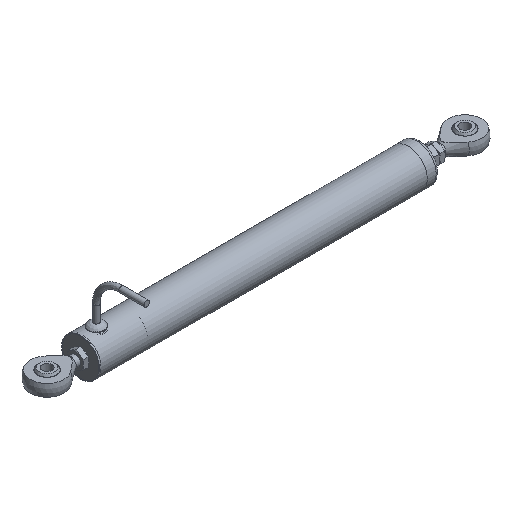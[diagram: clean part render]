
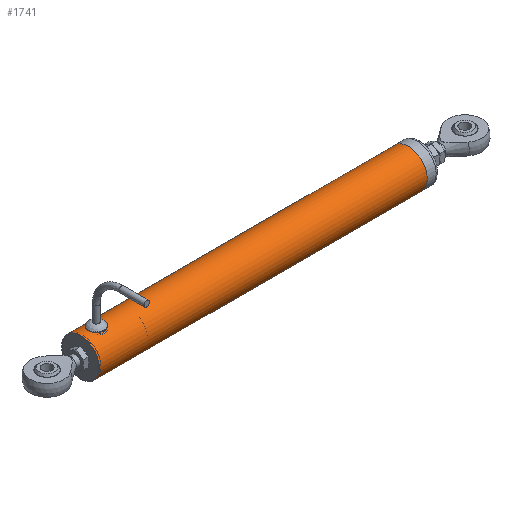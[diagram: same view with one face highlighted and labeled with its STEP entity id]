
A CAD part, isometric view. The second image highlights one B-rep face of the part: STEP entity #1741.
In plain terms, the highlighted cylindrical face has radius 9.525 mm (diameter 19.05 mm), a full revolution.
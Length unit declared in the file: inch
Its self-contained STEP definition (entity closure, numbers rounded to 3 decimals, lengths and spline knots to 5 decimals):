
#33 = DIRECTION ( 'NONE',  ( -1., 0., 0. ) ) ;
#324 = CARTESIAN_POINT ( 'NONE',  ( 0.23727, 0.05735, 0.37063 ) ) ;
#371 = CARTESIAN_POINT ( 'NONE',  ( 0.22756, 0.04176, 0.37271 ) ) ;
#412 = CARTESIAN_POINT ( 'NONE',  ( 0.38666, 0.05744, 0.37061 ) ) ;
#495 = CARTESIAN_POINT ( 'NONE',  ( 0.28173, -0.08921, 0.36424 ) ) ;
#1001 = CARTESIAN_POINT ( 'NONE',  ( 0.31824, -0.09399, 0.36303 ) ) ;
#1047 = CARTESIAN_POINT ( 'NONE',  ( 0.35939, 0.08212, 0.36593 ) ) ;
#1081 = CARTESIAN_POINT ( 'NONE',  ( 0.34245, -0.08914, 0.36426 ) ) ;
#1118 = CARTESIAN_POINT ( 'NONE',  ( 0.25428, -0.07521, 0.36749 ) ) ;
#1327 = AXIS2_PLACEMENT_3D ( 'NONE', #2330, #1579, #7491 ) ;
#1383 = AXIS2_PLACEMENT_3D ( 'NONE', #3268, #5887, #7158 ) ;
#1525 = VERTEX_POINT ( 'NONE', #4763 ) ;
#1579 = DIRECTION ( 'NONE',  ( 1., 0., 0. ) ) ;
#1588 = CARTESIAN_POINT ( 'NONE',  ( 0.38279, 0.06215, 0.36984 ) ) ;
#1627 = CARTESIAN_POINT ( 'NONE',  ( 0.22757, -0.04178, 0.37271 ) ) ;
#1672 = CARTESIAN_POINT ( 'NONE',  ( 0.30593, -0.09401, 0.36303 ) ) ;
#1712 = CARTESIAN_POINT ( 'NONE',  ( 0.21861, 0.01236, 0.37484 ) ) ;
#1741 = ADVANCED_FACE ( 'NONE', ( #3965, #8377, #5264 ), #5349, .T. ) ;
#1753 = CARTESIAN_POINT ( 'NONE',  ( 0.23045, 0.04715, 0.37206 ) ) ;
#1957 = DIRECTION ( 'NONE',  ( 0., 0., 1. ) ) ;
#2245 = VERTEX_POINT ( 'NONE', #7995 ) ;
#2267 = CARTESIAN_POINT ( 'NONE',  ( 0.32433, 0.09339, 0.36319 ) ) ;
#2307 = CARTESIAN_POINT ( 'NONE',  ( 0.2876, -0.09099, 0.3638 ) ) ;
#2330 = CARTESIAN_POINT ( 'NONE',  ( 0., 0., 0. ) ) ;
#2343 = CARTESIAN_POINT ( 'NONE',  ( 0.40537, 0.01248, 0.37484 ) ) ;
#2385 = CARTESIAN_POINT ( 'NONE',  ( 0.22106, -0.02458, 0.37424 ) ) ;
#2393 = CIRCLE ( 'NONE', #1327, 0.375 ) ;
#2421 = CARTESIAN_POINT ( 'NONE',  ( 0.36972, 0.0752, 0.36749 ) ) ;
#2892 = CARTESIAN_POINT ( 'NONE',  ( 0.28155, 0.08914, 0.36426 ) ) ;
#2897 = ORIENTED_EDGE ( 'NONE', *, *, #5147, .T. ) ;
#2939 = CARTESIAN_POINT ( 'NONE',  ( 0.3364, 0.09099, 0.3638 ) ) ;
#2980 = CARTESIAN_POINT ( 'NONE',  ( 0.22102, 0.0244, 0.37425 ) ) ;
#3110 = ORIENTED_EDGE ( 'NONE', *, *, #5751, .T. ) ;
#3268 = CARTESIAN_POINT ( 'NONE',  ( -0.30158, 0., 0. ) ) ;
#3279 = CIRCLE ( 'NONE', #4108, 0.375 ) ;
#3450 = EDGE_LOOP ( 'NONE', ( #3110 ) ) ;
#3530 = CARTESIAN_POINT ( 'NONE',  ( 0.26461, -0.08212, 0.36593 ) ) ;
#3552 = ORIENTED_EDGE ( 'NONE', *, *, #5889, .T. ) ;
#3575 = CARTESIAN_POINT ( 'NONE',  ( 0.39355, -0.04715, 0.37206 ) ) ;
#3617 = CARTESIAN_POINT ( 'NONE',  ( 0.24122, 0.06215, 0.36984 ) ) ;
#3660 = CARTESIAN_POINT ( 'NONE',  ( 0.22285, -0.03044, 0.37381 ) ) ;
#3701 = CARTESIAN_POINT ( 'NONE',  ( 0.24121, -0.06215, 0.36984 ) ) ;
#3746 = EDGE_LOOP ( 'NONE', ( #3552 ) ) ;
#3965 = FACE_OUTER_BOUND ( 'NONE', #7271, .T. ) ;
#4108 = AXIS2_PLACEMENT_3D ( 'NONE', #7907, #33, #1957 ) ;
#4188 = CARTESIAN_POINT ( 'NONE',  ( 0.39347, 0.04728, 0.37204 ) ) ;
#4231 = CARTESIAN_POINT ( 'NONE',  ( 0.35939, -0.0821, 0.36594 ) ) ;
#4276 = CARTESIAN_POINT ( 'NONE',  ( 0.25417, 0.0751, 0.36751 ) ) ;
#4319 = CARTESIAN_POINT ( 'NONE',  ( 0.26461, 0.0821, 0.36594 ) ) ;
#4356 = CARTESIAN_POINT ( 'NONE',  ( 0.38278, -0.06216, 0.36984 ) ) ;
#4763 = CARTESIAN_POINT ( 'NONE',  ( 0., 0., 0.375 ) ) ;
#4883 = CARTESIAN_POINT ( 'NONE',  ( 0.218, 0.00623, 0.375 ) ) ;
#4926 = CARTESIAN_POINT ( 'NONE',  ( 0.31807, 0.09401, 0.36303 ) ) ;
#4972 = CARTESIAN_POINT ( 'NONE',  ( 0.40294, 0.02458, 0.37424 ) ) ;
#5012 = CARTESIAN_POINT ( 'NONE',  ( 0.29964, 0.09339, 0.36319 ) ) ;
#5147 = EDGE_CURVE ( 'NONE', #5761, #5761, #3279, .T. ) ;
#5180 = B_SPLINE_CURVE_WITH_KNOTS ( 'NONE', 3,
 ( #5568, #8107, #7427, #6910, #6156, #6236, #3575, #7500, #4356, #5653, #4231, #1081, #5611, #7544, #1001, #1672, #6200, #2307, #495, #3530, #1118, #3701, #6822, #8233, #1627, #3660, #2385, #6315, #6868, #4883, #1712, #2980, #5697, #371, #1753, #324, #3617, #4276, #4319, #2892, #6275, #5012, #8156, #4926, #2267, #2939, #8267, #1047, #2421, #1588, #412, #4188, #7468, #8191, #4972, #2343, #5525, #7657 ),
 .UNSPECIFIED., .T., .F.,
 ( 4, 2, 2, 2, 2, 2, 2, 2, 2, 2, 2, 2, 2, 2, 2, 2, 2, 2, 2, 2, 2, 2, 2, 2, 2, 2, 2, 2, 4 ),
 ( 0., 0.00047, 0.00094, 0.0014, 0.00187, 0.00281, 0.00328, 0.00375, 0.00421, 0.00468, 0.00562, 0.00609, 0.00656, 0.00702, 0.00749, 0.00796, 0.00843, 0.0089, 0.00937, 0.0103, 0.01077, 0.01124, 0.01171, 0.01217, 0.01311, 0.01358, 0.01405, 0.01452, 0.01498 ),
 .UNSPECIFIED. ) ;
#5264 = FACE_OUTER_BOUND ( 'NONE', #3746, .T. ) ;
#5349 = CYLINDRICAL_SURFACE ( 'NONE', #1383, 0.375 ) ;
#5525 = CARTESIAN_POINT ( 'NONE',  ( 0.406, 0.00624, 0.375 ) ) ;
#5568 = CARTESIAN_POINT ( 'NONE',  ( 0.406, 0., 0.375 ) ) ;
#5611 = CARTESIAN_POINT ( 'NONE',  ( 0.3365, -0.09096, 0.3638 ) ) ;
#5653 = CARTESIAN_POINT ( 'NONE',  ( 0.36983, -0.0751, 0.36751 ) ) ;
#5697 = CARTESIAN_POINT ( 'NONE',  ( 0.22283, 0.03039, 0.37381 ) ) ;
#5751 = EDGE_CURVE ( 'NONE', #2245, #2245, #5180, .T. ) ;
#5761 = VERTEX_POINT ( 'NONE', #7692 ) ;
#5887 = DIRECTION ( 'NONE',  ( -1., 0., 0. ) ) ;
#5889 = EDGE_CURVE ( 'NONE', #1525, #1525, #2393, .T. ) ;
#6156 = CARTESIAN_POINT ( 'NONE',  ( 0.40116, -0.03039, 0.37381 ) ) ;
#6200 = CARTESIAN_POINT ( 'NONE',  ( 0.29967, -0.09339, 0.36319 ) ) ;
#6236 = CARTESIAN_POINT ( 'NONE',  ( 0.39644, -0.04176, 0.37271 ) ) ;
#6275 = CARTESIAN_POINT ( 'NONE',  ( 0.2875, 0.09096, 0.3638 ) ) ;
#6315 = CARTESIAN_POINT ( 'NONE',  ( 0.21863, -0.01248, 0.37484 ) ) ;
#6822 = CARTESIAN_POINT ( 'NONE',  ( 0.23734, -0.05744, 0.37061 ) ) ;
#6868 = CARTESIAN_POINT ( 'NONE',  ( 0.218, -0.00624, 0.375 ) ) ;
#6910 = CARTESIAN_POINT ( 'NONE',  ( 0.40298, -0.02441, 0.37425 ) ) ;
#7158 = DIRECTION ( 'NONE',  ( 0., 0., 1. ) ) ;
#7271 = EDGE_LOOP ( 'NONE', ( #2897 ) ) ;
#7427 = CARTESIAN_POINT ( 'NONE',  ( 0.40539, -0.01236, 0.37484 ) ) ;
#7468 = CARTESIAN_POINT ( 'NONE',  ( 0.39643, 0.04178, 0.37271 ) ) ;
#7491 = DIRECTION ( 'NONE',  ( 0., 0., 1. ) ) ;
#7500 = CARTESIAN_POINT ( 'NONE',  ( 0.38673, -0.05735, 0.37062 ) ) ;
#7544 = CARTESIAN_POINT ( 'NONE',  ( 0.32436, -0.09339, 0.36319 ) ) ;
#7657 = CARTESIAN_POINT ( 'NONE',  ( 0.406, 0., 0.375 ) ) ;
#7692 = CARTESIAN_POINT ( 'NONE',  ( 6.5, 0., 0.375 ) ) ;
#7907 = CARTESIAN_POINT ( 'NONE',  ( 6.5, 0., 0. ) ) ;
#7995 = CARTESIAN_POINT ( 'NONE',  ( 0.406, 0., 0.375 ) ) ;
#8107 = CARTESIAN_POINT ( 'NONE',  ( 0.406, -0.00624, 0.375 ) ) ;
#8156 = CARTESIAN_POINT ( 'NONE',  ( 0.30576, 0.09399, 0.36303 ) ) ;
#8191 = CARTESIAN_POINT ( 'NONE',  ( 0.40115, 0.03044, 0.37381 ) ) ;
#8233 = CARTESIAN_POINT ( 'NONE',  ( 0.23053, -0.04728, 0.37204 ) ) ;
#8267 = CARTESIAN_POINT ( 'NONE',  ( 0.34227, 0.08921, 0.36424 ) ) ;
#8377 = FACE_BOUND ( 'NONE', #3450, .T. ) ;
